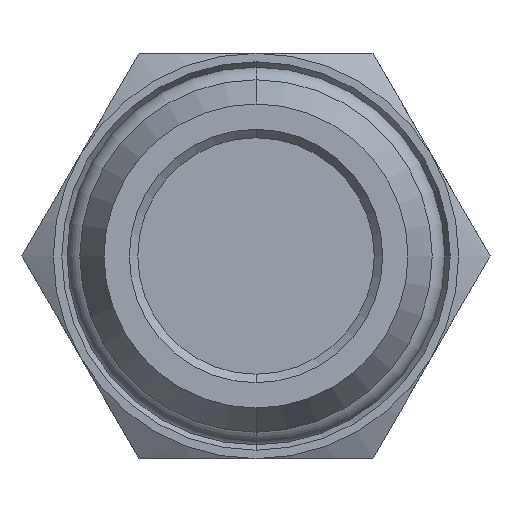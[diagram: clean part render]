
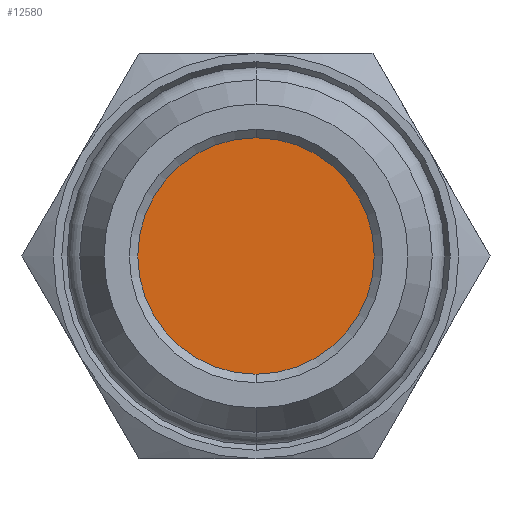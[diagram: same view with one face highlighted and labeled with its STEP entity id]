
A CAD part, front view. The second image highlights one B-rep face of the part: STEP entity #12580.
In plain terms, the highlighted planar face has unit normal (0, -1, 0).
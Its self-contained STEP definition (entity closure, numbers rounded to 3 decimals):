
#10595 = FACE_OUTER_BOUND ( 'NONE', #34876, .T. ) ;
#10769 = EDGE_CURVE ( 'NONE', #34786, #34789, #27941, .T. ) ;
#10812 = AXIS2_PLACEMENT_3D ( 'NONE', #29157, #29158, #29159 ) ;
#12580 = ADVANCED_FACE ( 'NONE', ( #10595 ), #29149, .T. ) ;
#14206 = AXIS2_PLACEMENT_3D ( 'NONE', #34728, #34729, #34730 ) ;
#18504 = ORIENTED_EDGE ( 'NONE', *, *, #10769, .F. ) ;
#18505 = ORIENTED_EDGE ( 'NONE', *, *, #31481, .F. ) ;
#27045 = AXIS2_PLACEMENT_3D ( 'NONE', #31526, #31527, #31528 ) ;
#27941 = CIRCLE ( 'NONE', #14206, 7. ) ;
#29149 = PLANE ( 'NONE',  #10812 ) ;
#29157 = CARTESIAN_POINT ( 'NONE',  ( 0., 1.902, 0. ) ) ;
#29158 = DIRECTION ( 'NONE',  ( 0., -1., 0. ) ) ;
#29159 = DIRECTION ( 'NONE',  ( 0., 0., -1. ) ) ;
#31481 = EDGE_CURVE ( 'NONE', #34789, #34786, #33266, .T. ) ;
#31526 = CARTESIAN_POINT ( 'NONE',  ( 0., 1.902, 0. ) ) ;
#31527 = DIRECTION ( 'NONE',  ( 0., 1., 0. ) ) ;
#31528 = DIRECTION ( 'NONE',  ( 0., 0., -1. ) ) ;
#31546 = CARTESIAN_POINT ( 'NONE',  ( 0., 1.902, -7. ) ) ;
#31549 = CARTESIAN_POINT ( 'NONE',  ( 0., 1.902, 7. ) ) ;
#33266 = CIRCLE ( 'NONE', #27045, 7. ) ;
#34728 = CARTESIAN_POINT ( 'NONE',  ( 0., 1.902, 0. ) ) ;
#34729 = DIRECTION ( 'NONE',  ( 0., 1., 0. ) ) ;
#34730 = DIRECTION ( 'NONE',  ( 0., 0., -1. ) ) ;
#34786 = VERTEX_POINT ( 'NONE', #31546 ) ;
#34789 = VERTEX_POINT ( 'NONE', #31549 ) ;
#34876 = EDGE_LOOP ( 'NONE', ( #18504, #18505 ) ) ;
